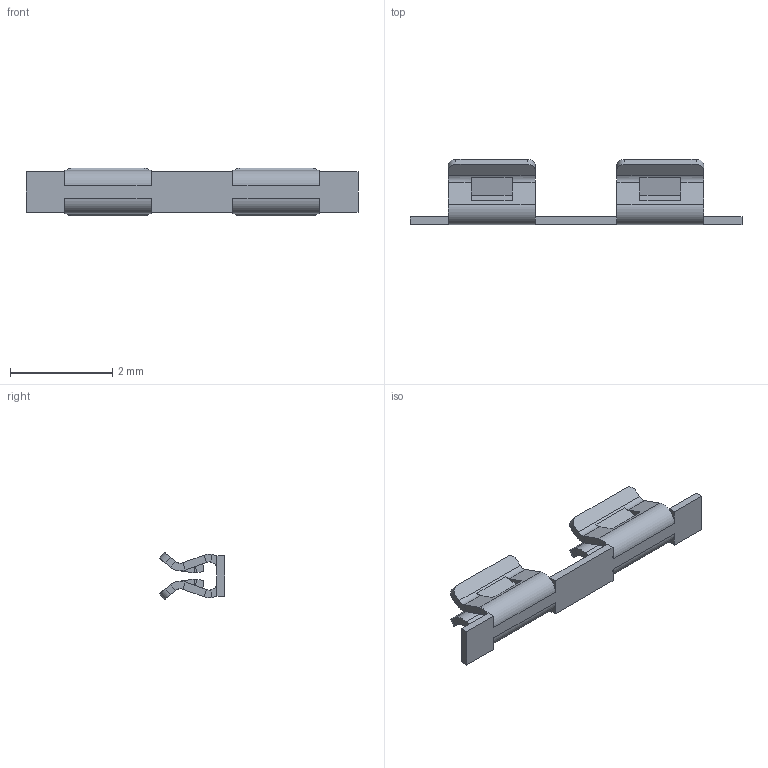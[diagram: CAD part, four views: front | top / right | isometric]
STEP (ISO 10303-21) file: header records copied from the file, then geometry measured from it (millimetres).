
FILE_DESCRIPTION((''),'2;1');
FILE_NAME('S0991-46','2013-08-02T',('sbennett'),(''),'PRO/ENGINEER BY PARAMETRIC TECHNOLOGY CORPORATION, 2013150','PRO/ENGINEER BY PARAMETRIC TECHNOLOGY CORPORATION, 2013150','');
FILE_SCHEMA(('CONFIG_CONTROL_DESIGN'));
Length unit declared in the file: millimetre
Products named in the file (1): S0991-46
Bounding box: 6.5 x 1.28 x 0.93 mm (x, y, z)
Volume: 1.9 mm3; surface area: 31.8 mm2
Topology: 1 solids, 1 shells, 194 faces, 456 edges, 256 vertices
Faces by surface type: plane 150, cylinder 44
Entity records: 6809 total; most frequent: DIRECTION 964, ORIENTED_EDGE 912, CARTESIAN_POINT 906, PRESENTATION_STYLE_ASSIGNMENT 457, STYLED_ITEM 457, CURVE_STYLE 456, EDGE_CURVE 456, VECTOR 336
